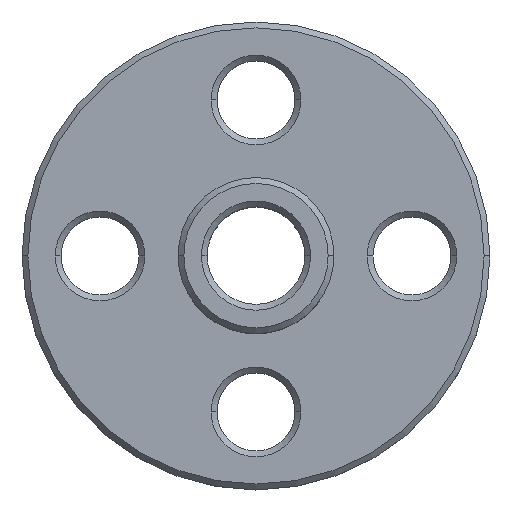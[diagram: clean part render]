
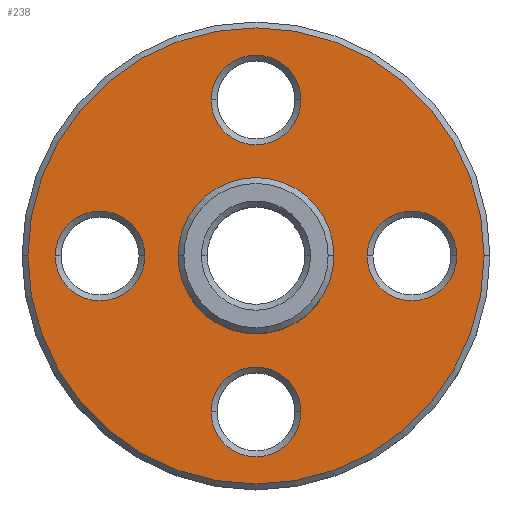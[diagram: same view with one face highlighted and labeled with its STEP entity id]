
A CAD part, top view. The second image highlights one B-rep face of the part: STEP entity #238.
In plain terms, the highlighted planar face has unit normal (0, 0, 1).
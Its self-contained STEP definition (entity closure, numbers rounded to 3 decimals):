
#5 = VERTEX_POINT ( 'NONE', #510 ) ;
#19 = CIRCLE ( 'NONE', #820, 4. ) ;
#32 = VERTEX_POINT ( 'NONE', #155 ) ;
#41 = EDGE_CURVE ( 'NONE', #1175, #282, #189, .T. ) ;
#63 = ORIENTED_EDGE ( 'NONE', *, *, #981, .T. ) ;
#72 = DIRECTION ( 'NONE',  ( 0., 0., -1. ) ) ;
#74 = EDGE_CURVE ( 'NONE', #803, #837, #597, .T. ) ;
#77 = DIRECTION ( 'NONE',  ( 1., 0., 0. ) ) ;
#78 = DIRECTION ( 'NONE',  ( 0., 0., -1. ) ) ;
#79 = VERTEX_POINT ( 'NONE', #313 ) ;
#85 = DIRECTION ( 'NONE',  ( 0., 0., -1. ) ) ;
#138 = ORIENTED_EDGE ( 'NONE', *, *, #630, .T. ) ;
#141 = EDGE_CURVE ( 'NONE', #5, #1236, #1228, .T. ) ;
#155 = CARTESIAN_POINT ( 'NONE',  ( 11.7, 0., 3. ) ) ;
#170 = EDGE_CURVE ( 'NONE', #1245, #79, #443, .T. ) ;
#187 = FACE_BOUND ( 'NONE', #514, .T. ) ;
#189 = CIRCLE ( 'NONE', #711, 4. ) ;
#192 = DIRECTION ( 'NONE',  ( 1., 0., 0. ) ) ;
#202 = ORIENTED_EDGE ( 'NONE', *, *, #170, .T. ) ;
#215 = FACE_BOUND ( 'NONE', #682, .T. ) ;
#221 = EDGE_LOOP ( 'NONE', ( #1029, #1139 ) ) ;
#226 = EDGE_CURVE ( 'NONE', #32, #660, #1084, .T. ) ;
#235 = DIRECTION ( 'NONE',  ( 0., 0., -1. ) ) ;
#238 = ADVANCED_FACE ( 'NONE', ( #215, #723, #466, #696, #430, #187 ), #246, .T. ) ;
#240 = ORIENTED_EDGE ( 'NONE', *, *, #438, .T. ) ;
#246 = PLANE ( 'NONE',  #947 ) ;
#267 = ORIENTED_EDGE ( 'NONE', *, *, #908, .F. ) ;
#269 = DIRECTION ( 'NONE',  ( 0., 0., 1. ) ) ;
#282 = VERTEX_POINT ( 'NONE', #1124 ) ;
#292 = EDGE_LOOP ( 'NONE', ( #967, #63 ) ) ;
#298 = ORIENTED_EDGE ( 'NONE', *, *, #886, .T. ) ;
#313 = CARTESIAN_POINT ( 'NONE',  ( -2.3, 8., 3. ) ) ;
#344 = EDGE_CURVE ( 'NONE', #660, #32, #813, .T. ) ;
#357 = AXIS2_PLACEMENT_3D ( 'NONE', #378, #1067, #474 ) ;
#377 = DIRECTION ( 'NONE',  ( 0., 0., -1. ) ) ;
#378 = CARTESIAN_POINT ( 'NONE',  ( 0., -8., 3. ) ) ;
#384 = CIRCLE ( 'NONE', #403, 2.3 ) ;
#389 = VERTEX_POINT ( 'NONE', #1241 ) ;
#397 = ORIENTED_EDGE ( 'NONE', *, *, #41, .F. ) ;
#403 = AXIS2_PLACEMENT_3D ( 'NONE', #663, #78, #761 ) ;
#408 = DIRECTION ( 'NONE',  ( 0., 0., -1. ) ) ;
#423 = ORIENTED_EDGE ( 'NONE', *, *, #226, .T. ) ;
#430 = FACE_OUTER_BOUND ( 'NONE', #759, .T. ) ;
#438 = EDGE_CURVE ( 'NONE', #389, #1247, #889, .T. ) ;
#439 = CARTESIAN_POINT ( 'NONE',  ( 2.3, 8., 3. ) ) ;
#443 = CIRCLE ( 'NONE', #1042, 2.3 ) ;
#447 = CARTESIAN_POINT ( 'NONE',  ( 0., 0., 3. ) ) ;
#450 = CIRCLE ( 'NONE', #798, 2.3 ) ;
#466 = FACE_BOUND ( 'NONE', #221, .T. ) ;
#472 = ORIENTED_EDGE ( 'NONE', *, *, #344, .T. ) ;
#474 = DIRECTION ( 'NONE',  ( 1., 0., 0. ) ) ;
#510 = CARTESIAN_POINT ( 'NONE',  ( -5.7, 0., 3. ) ) ;
#514 = EDGE_LOOP ( 'NONE', ( #267, #397 ) ) ;
#543 = DIRECTION ( 'NONE',  ( 1., 0., 0. ) ) ;
#583 = DIRECTION ( 'NONE',  ( 0., 0., 1. ) ) ;
#597 = CIRCLE ( 'NONE', #1099, 2.3 ) ;
#628 = DIRECTION ( 'NONE',  ( 1., 0., 0. ) ) ;
#630 = EDGE_CURVE ( 'NONE', #1247, #389, #384, .T. ) ;
#657 = CARTESIAN_POINT ( 'NONE',  ( 0., 8., 3. ) ) ;
#660 = VERTEX_POINT ( 'NONE', #1150 ) ;
#662 = DIRECTION ( 'NONE',  ( 0., 0., 1. ) ) ;
#663 = CARTESIAN_POINT ( 'NONE',  ( 8., 0., 3. ) ) ;
#672 = CARTESIAN_POINT ( 'NONE',  ( -8., 0., 3. ) ) ;
#682 = EDGE_LOOP ( 'NONE', ( #202, #298 ) ) ;
#690 = EDGE_LOOP ( 'NONE', ( #240, #138 ) ) ;
#696 = FACE_BOUND ( 'NONE', #690, .T. ) ;
#700 = EDGE_CURVE ( 'NONE', #837, #803, #1098, .T. ) ;
#711 = AXIS2_PLACEMENT_3D ( 'NONE', #447, #1134, #543 ) ;
#723 = FACE_BOUND ( 'NONE', #292, .T. ) ;
#727 = CARTESIAN_POINT ( 'NONE',  ( 0., 0., 3. ) ) ;
#757 = DIRECTION ( 'NONE',  ( 1., 0., 0. ) ) ;
#759 = EDGE_LOOP ( 'NONE', ( #472, #423 ) ) ;
#761 = DIRECTION ( 'NONE',  ( 1., 0., 0. ) ) ;
#767 = DIRECTION ( 'NONE',  ( 0., 0., -1. ) ) ;
#768 = DIRECTION ( 'NONE',  ( 1., 0., 0. ) ) ;
#798 = AXIS2_PLACEMENT_3D ( 'NONE', #974, #377, #1066 ) ;
#803 = VERTEX_POINT ( 'NONE', #1262 ) ;
#810 = CARTESIAN_POINT ( 'NONE',  ( 0., 8., 3. ) ) ;
#813 = CIRCLE ( 'NONE', #895, 11.7 ) ;
#814 = CARTESIAN_POINT ( 'NONE',  ( 8., 0., 3. ) ) ;
#820 = AXIS2_PLACEMENT_3D ( 'NONE', #1248, #662, #77 ) ;
#829 = AXIS2_PLACEMENT_3D ( 'NONE', #657, #72, #757 ) ;
#837 = VERTEX_POINT ( 'NONE', #866 ) ;
#847 = CARTESIAN_POINT ( 'NONE',  ( 0., 0., 3. ) ) ;
#860 = AXIS2_PLACEMENT_3D ( 'NONE', #814, #235, #914 ) ;
#866 = CARTESIAN_POINT ( 'NONE',  ( -2.3, -8., 3. ) ) ;
#886 = EDGE_CURVE ( 'NONE', #79, #1245, #1268, .T. ) ;
#889 = CIRCLE ( 'NONE', #860, 2.3 ) ;
#895 = AXIS2_PLACEMENT_3D ( 'NONE', #847, #269, #954 ) ;
#908 = EDGE_CURVE ( 'NONE', #282, #1175, #19, .T. ) ;
#914 = DIRECTION ( 'NONE',  ( 1., 0., 0. ) ) ;
#938 = CARTESIAN_POINT ( 'NONE',  ( 4., 0., 3. ) ) ;
#941 = CARTESIAN_POINT ( 'NONE',  ( 5.7, 0., 3. ) ) ;
#947 = AXIS2_PLACEMENT_3D ( 'NONE', #727, #1217, #628 ) ;
#954 = DIRECTION ( 'NONE',  ( 1., 0., 0. ) ) ;
#967 = ORIENTED_EDGE ( 'NONE', *, *, #141, .T. ) ;
#974 = CARTESIAN_POINT ( 'NONE',  ( -8., 0., 3. ) ) ;
#981 = EDGE_CURVE ( 'NONE', #1236, #5, #450, .T. ) ;
#1004 = CARTESIAN_POINT ( 'NONE',  ( 0., -8., 3. ) ) ;
#1006 = AXIS2_PLACEMENT_3D ( 'NONE', #1167, #583, #1267 ) ;
#1029 = ORIENTED_EDGE ( 'NONE', *, *, #74, .T. ) ;
#1042 = AXIS2_PLACEMENT_3D ( 'NONE', #810, #767, #192 ) ;
#1061 = AXIS2_PLACEMENT_3D ( 'NONE', #672, #85, #768 ) ;
#1066 = DIRECTION ( 'NONE',  ( 1., 0., 0. ) ) ;
#1067 = DIRECTION ( 'NONE',  ( 0., 0., -1. ) ) ;
#1084 = CIRCLE ( 'NONE', #1006, 11.7 ) ;
#1095 = DIRECTION ( 'NONE',  ( 1., 0., 0. ) ) ;
#1098 = CIRCLE ( 'NONE', #357, 2.3 ) ;
#1099 = AXIS2_PLACEMENT_3D ( 'NONE', #1004, #408, #1095 ) ;
#1124 = CARTESIAN_POINT ( 'NONE',  ( -4., 0., 3. ) ) ;
#1127 = CARTESIAN_POINT ( 'NONE',  ( -10.3, 0., 3. ) ) ;
#1134 = DIRECTION ( 'NONE',  ( 0., 0., 1. ) ) ;
#1139 = ORIENTED_EDGE ( 'NONE', *, *, #700, .T. ) ;
#1150 = CARTESIAN_POINT ( 'NONE',  ( -11.7, 0., 3. ) ) ;
#1167 = CARTESIAN_POINT ( 'NONE',  ( 0., 0., 3. ) ) ;
#1175 = VERTEX_POINT ( 'NONE', #938 ) ;
#1217 = DIRECTION ( 'NONE',  ( 0., 0., 1. ) ) ;
#1228 = CIRCLE ( 'NONE', #1061, 2.3 ) ;
#1236 = VERTEX_POINT ( 'NONE', #1127 ) ;
#1241 = CARTESIAN_POINT ( 'NONE',  ( 10.3, 0., 3. ) ) ;
#1245 = VERTEX_POINT ( 'NONE', #439 ) ;
#1247 = VERTEX_POINT ( 'NONE', #941 ) ;
#1248 = CARTESIAN_POINT ( 'NONE',  ( 0., 0., 3. ) ) ;
#1262 = CARTESIAN_POINT ( 'NONE',  ( 2.3, -8., 3. ) ) ;
#1267 = DIRECTION ( 'NONE',  ( 1., 0., 0. ) ) ;
#1268 = CIRCLE ( 'NONE', #829, 2.3 ) ;
